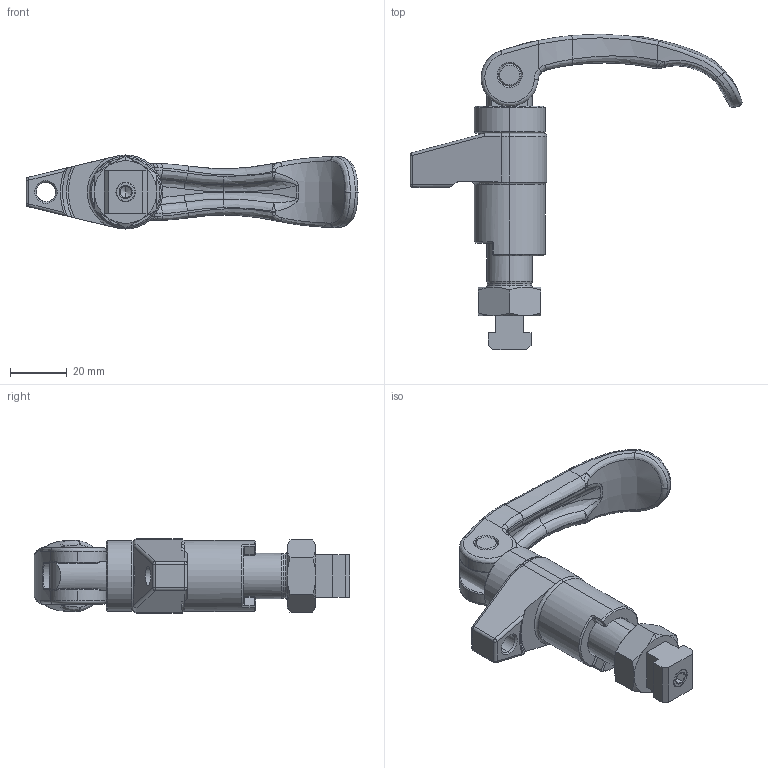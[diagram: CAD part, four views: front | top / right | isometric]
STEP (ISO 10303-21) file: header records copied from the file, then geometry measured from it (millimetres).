
FILE_DESCRIPTION (( 'STEP AP214' ), '1' );
FILE_NAME ('23310.0029_45mm.STEP', '2023-06-13T12:41:51', ( '' ), ( '' ), 'SwSTEP 2.0', 'SolidWorks 2021', '' );
FILE_SCHEMA (( 'AUTOMOTIVE_DESIGN' ));
Length unit declared in the file: millimetre
Products named in the file (1): 23310.0029_45mm
Bounding box: 116.59 x 110.86 x 26 mm (x, y, z)
Volume: 57732.9 mm3; surface area: 16996.3 mm2
Topology: 2 solids, 2 shells, 268 faces, 638 edges, 376 vertices
Faces by surface type: bspline 82, cylinder 63, plane 60, cone 50, torus 9, sphere 4
Entity records: 23316 total; most frequent: CARTESIAN_POINT 15172, ORIENTED_EDGE 1266, DIRECTION 901, EDGE_CURVE 633, VERTEX_POINT 376, AXIS2_PLACEMENT_3D 360, EDGE_LOOP 281, ADVANCED_FACE 268
